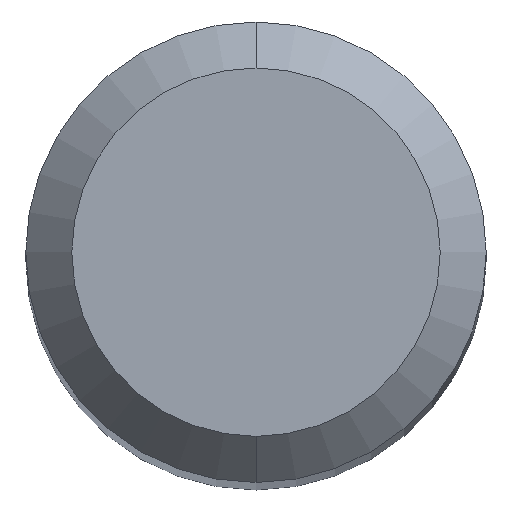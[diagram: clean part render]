
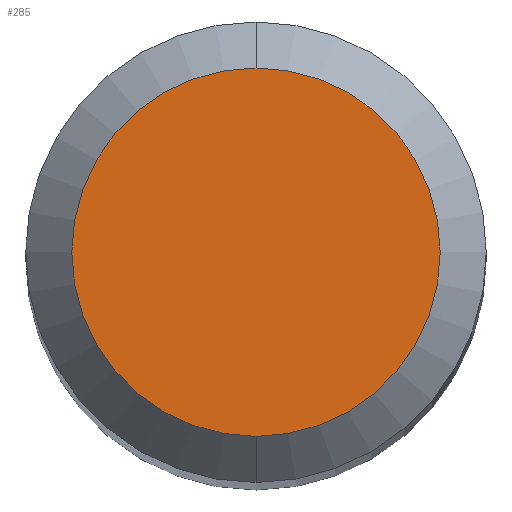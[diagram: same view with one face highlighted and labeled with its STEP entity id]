
A CAD part, top view. The second image highlights one B-rep face of the part: STEP entity #285.
In plain terms, the highlighted planar face has unit normal (0, 0, 1).
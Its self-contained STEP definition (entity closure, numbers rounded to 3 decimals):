
#243=EDGE_CURVE('',#301,#407,#557,.T.);
#245=EDGE_CURVE('',#407,#301,#559,.T.);
#285=ADVANCED_FACE('',(#601),#602,.T.);
#301=VERTEX_POINT('',#619);
#407=VERTEX_POINT('',#739);
#557=CIRCLE('',#947,1.2);
#559=CIRCLE('',#950,1.2);
#601=FACE_OUTER_BOUND('',#1108,.T.);
#602=PLANE('',#1109);
#619=CARTESIAN_POINT('',(0.,-1.2,0.0));
#739=CARTESIAN_POINT('',(0.0,1.2,0.0));
#947=AXIS2_PLACEMENT_3D('',#1519,#1520,#1521);
#950=AXIS2_PLACEMENT_3D('',#1522,#1523,#1524);
#1108=EDGE_LOOP('',(#1554,#1555));
#1109=AXIS2_PLACEMENT_3D('',#1556,#1557,#1558);
#1519=CARTESIAN_POINT('',(0.0,0.0,0.0));
#1520=DIRECTION('',(0.0,0.0,-1.0));
#1521=DIRECTION('',(0.0,1.0,0.0));
#1522=CARTESIAN_POINT('',(0.0,0.0,0.0));
#1523=DIRECTION('',(0.0,0.0,-1.0));
#1524=DIRECTION('',(0.0,1.0,0.0));
#1554=ORIENTED_EDGE('',*,*,#245,.F.);
#1555=ORIENTED_EDGE('',*,*,#243,.F.);
#1556=CARTESIAN_POINT('',(0.0,0.6,0.0));
#1557=DIRECTION('',(-0.0,0.0,1.0));
#1558=DIRECTION('',(0.0,-1.0,0.0));
